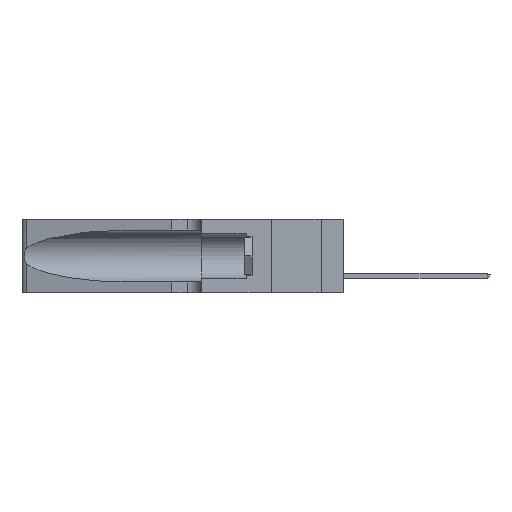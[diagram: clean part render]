
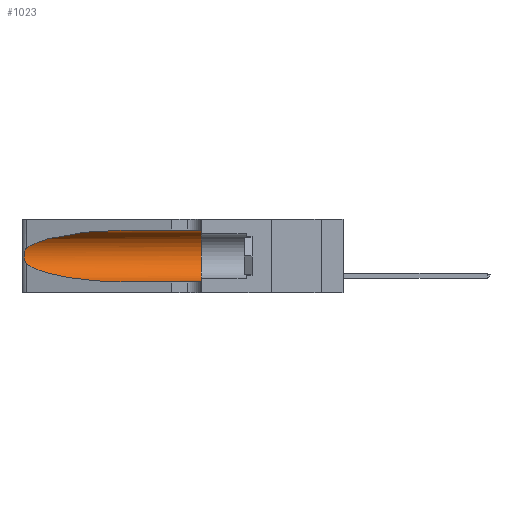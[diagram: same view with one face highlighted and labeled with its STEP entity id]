
A CAD part, left-side view. The second image highlights one B-rep face of the part: STEP entity #1023.
In plain terms, the highlighted cylindrical face has radius 3.308 mm (diameter 6.617 mm), a partial arc.
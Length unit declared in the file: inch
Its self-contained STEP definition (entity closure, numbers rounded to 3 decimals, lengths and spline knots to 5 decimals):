
#167 = CARTESIAN_POINT ( 'NONE',  ( 0.1305, 0.35, 0.185 ) ) ;
#224 = EDGE_CURVE ( 'NONE', #16793, #24875, #3330, .T. ) ;
#1023 = ADVANCED_FACE ( 'NONE', ( #9052 ), #28958, .F. ) ;
#1759 = EDGE_CURVE ( 'NONE', #8056, #24875, #8077, .T. ) ;
#2590 = CARTESIAN_POINT ( 'NONE',  ( 0.25487, 1.22718, 0.14631 ) ) ;
#3330 = CIRCLE ( 'NONE', #3660, 0.13025 ) ;
#3660 = AXIS2_PLACEMENT_3D ( 'NONE', #167, #33242, #15222 ) ;
#4391 = CARTESIAN_POINT ( 'NONE',  ( 0.2373, 1.15595, 0.08982 ) ) ;
#5372 = DIRECTION ( 'NONE',  ( 0., -1., 0. ) ) ;
#5778 = CARTESIAN_POINT ( 'NONE',  ( 0.25787, 1.23484, 0.2124 ) ) ;
#6325 = CARTESIAN_POINT ( 'NONE',  ( 0.1305, 0.72297, 0.05475 ) ) ;
#6807 = LINE ( 'NONE', #22293, #14036 ) ;
#7439 = ORIENTED_EDGE ( 'NONE', *, *, #1759, .T. ) ;
#8056 = VERTEX_POINT ( 'NONE', #6325 ) ;
#8077 = LINE ( 'NONE', #12272, #26534 ) ;
#8097 = CARTESIAN_POINT ( 'NONE',  ( 0.18966, 0.96281, 0.31525 ) ) ;
#8518 = CARTESIAN_POINT ( 'NONE',  ( 0.25487, 1.22718, 0.22369 ) ) ;
#9052 = FACE_OUTER_BOUND ( 'NONE', #12815, .T. ) ;
#9097 = CARTESIAN_POINT ( 'NONE',  ( 0.25789, 1.23486, 0.15765 ) ) ;
#9530 = AXIS2_PLACEMENT_3D ( 'NONE', #18075, #5372, #14579 ) ;
#9675 = CARTESIAN_POINT ( 'NONE',  ( 0.26018, 1.23835, 0.19895 ) ) ;
#9983 =( BOUNDED_CURVE ( )  B_SPLINE_CURVE ( 3, ( #2590, #4391, #33051, #36155 ),
 .UNSPECIFIED., .F., .F. ) 
 B_SPLINE_CURVE_WITH_KNOTS ( ( 4, 4 ),
 ( 3.44316, 4.71239 ),
 .UNSPECIFIED. ) 
 CURVE ( )  GEOMETRIC_REPRESENTATION_ITEM ( )  RATIONAL_B_SPLINE_CURVE ( ( 1., 0.87, 0.87, 1. ) ) 
 REPRESENTATION_ITEM ( '' )  );
#12272 = CARTESIAN_POINT ( 'NONE',  ( 0.1305, 1.61858, 0.05475 ) ) ;
#12815 = EDGE_LOOP ( 'NONE', ( #17740, #21050, #19546, #7439, #36611, #35526 ) ) ;
#14036 = VECTOR ( 'NONE', #34236, 39.37008 ) ;
#14093 = CARTESIAN_POINT ( 'NONE',  ( 0.2373, 1.15595, 0.28018 ) ) ;
#14579 = DIRECTION ( 'NONE',  ( 0., 0., -1. ) ) ;
#14841 = CARTESIAN_POINT ( 'NONE',  ( 0.25555, 1.22994, 0.2215 ) ) ;
#15222 = DIRECTION ( 'NONE',  ( 0., 0., 1. ) ) ;
#16174 = CARTESIAN_POINT ( 'NONE',  ( 0.1305, 0.72297, 0.31525 ) ) ;
#16793 = VERTEX_POINT ( 'NONE', #19217 ) ;
#16991 = EDGE_CURVE ( 'NONE', #22331, #8056, #9983, .T. ) ;
#17740 = ORIENTED_EDGE ( 'NONE', *, *, #19245, .T. ) ;
#18075 = CARTESIAN_POINT ( 'NONE',  ( 0.1305, 1.61858, 0.185 ) ) ;
#18346 = DIRECTION ( 'NONE',  ( 0., -1., 0. ) ) ;
#18684 = CARTESIAN_POINT ( 'NONE',  ( 0.25856, 1.23593, 0.16098 ) ) ;
#19092 = CARTESIAN_POINT ( 'NONE',  ( 0.26075, 1.23896, 0.178 ) ) ;
#19155 = CARTESIAN_POINT ( 'NONE',  ( 0.1305, 0.35, 0.05475 ) ) ;
#19217 = CARTESIAN_POINT ( 'NONE',  ( 0.1305, 0.35, 0.31525 ) ) ;
#19245 = EDGE_CURVE ( 'NONE', #27312, #24966, #26566, .T. ) ;
#19546 = ORIENTED_EDGE ( 'NONE', *, *, #16991, .T. ) ;
#21050 = ORIENTED_EDGE ( 'NONE', *, *, #38834, .T. ) ;
#22293 = CARTESIAN_POINT ( 'NONE',  ( 0.1305, 1.61858, 0.31525 ) ) ;
#22331 = VERTEX_POINT ( 'NONE', #28545 ) ;
#23945 = CARTESIAN_POINT ( 'NONE',  ( 0.25639, 1.23184, 0.21858 ) ) ;
#24875 = VERTEX_POINT ( 'NONE', #19155 ) ;
#24966 = VERTEX_POINT ( 'NONE', #37033 ) ;
#25026 = CARTESIAN_POINT ( 'NONE',  ( 0.25487, 1.22718, 0.14631 ) ) ;
#26228 = CARTESIAN_POINT ( 'NONE',  ( 0.1305, 0.72297, 0.31525 ) ) ;
#26534 = VECTOR ( 'NONE', #18346, 39.37008 ) ;
#26566 =( BOUNDED_CURVE ( )  B_SPLINE_CURVE ( 3, ( #26228, #8097, #14093, #8518 ),
 .UNSPECIFIED., .F., .T. ) 
 B_SPLINE_CURVE_WITH_KNOTS ( ( 4, 4 ),
 ( 1.5708, 2.84003 ),
 .UNSPECIFIED. ) 
 CURVE ( )  GEOMETRIC_REPRESENTATION_ITEM ( )  RATIONAL_B_SPLINE_CURVE ( ( 1., 0.87, 0.87, 1. ) ) 
 REPRESENTATION_ITEM ( '' )  );
#26987 = CARTESIAN_POINT ( 'NONE',  ( 0.25854, 1.2359, 0.20912 ) ) ;
#27022 = EDGE_CURVE ( 'NONE', #27312, #16793, #6807, .T. ) ;
#27312 = VERTEX_POINT ( 'NONE', #16174 ) ;
#27965 = CARTESIAN_POINT ( 'NONE',  ( 0.26075, 1.23896, 0.19203 ) ) ;
#28267 = CARTESIAN_POINT ( 'NONE',  ( 0.25555, 1.22993, 0.14849 ) ) ;
#28545 = CARTESIAN_POINT ( 'NONE',  ( 0.25487, 1.22718, 0.14631 ) ) ;
#28958 = CYLINDRICAL_SURFACE ( 'NONE', #9530, 0.13025 ) ;
#30676 = B_SPLINE_CURVE_WITH_KNOTS ( 'NONE', 3,
 ( #33079, #14841, #23945, #5778, #26987, #9675, #27965, #19092, #30936, #18684, #9097, #39482, #28267, #25026 ),
 .UNSPECIFIED., .F., .F.,
 ( 4, 2, 2, 2, 2, 2, 4 ),
 ( 0., 0.00027, 0.00053, 0.00107, 0.0016, 0.00187, 0.00214 ),
 .UNSPECIFIED. ) ;
#30936 = CARTESIAN_POINT ( 'NONE',  ( 0.26017, 1.23833, 0.17102 ) ) ;
#33051 = CARTESIAN_POINT ( 'NONE',  ( 0.18966, 0.96281, 0.05475 ) ) ;
#33079 = CARTESIAN_POINT ( 'NONE',  ( 0.25487, 1.22718, 0.22369 ) ) ;
#33242 = DIRECTION ( 'NONE',  ( 0., 1., 0. ) ) ;
#34236 = DIRECTION ( 'NONE',  ( 0., -1., 0. ) ) ;
#35526 = ORIENTED_EDGE ( 'NONE', *, *, #27022, .F. ) ;
#36155 = CARTESIAN_POINT ( 'NONE',  ( 0.1305, 0.72297, 0.05475 ) ) ;
#36611 = ORIENTED_EDGE ( 'NONE', *, *, #224, .F. ) ;
#37033 = CARTESIAN_POINT ( 'NONE',  ( 0.25487, 1.22718, 0.22369 ) ) ;
#38834 = EDGE_CURVE ( 'NONE', #24966, #22331, #30676, .T. ) ;
#39482 = CARTESIAN_POINT ( 'NONE',  ( 0.25639, 1.23186, 0.15144 ) ) ;
